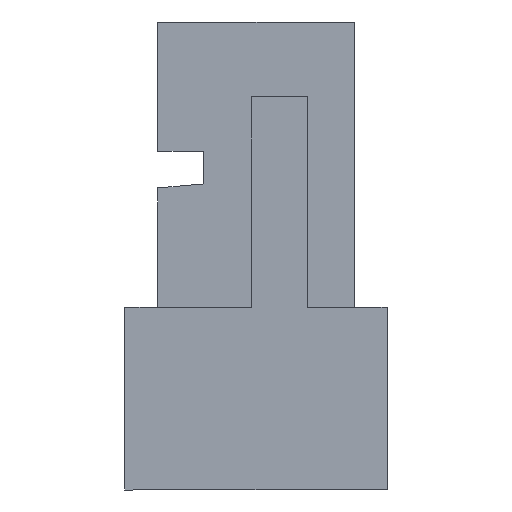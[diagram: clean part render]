
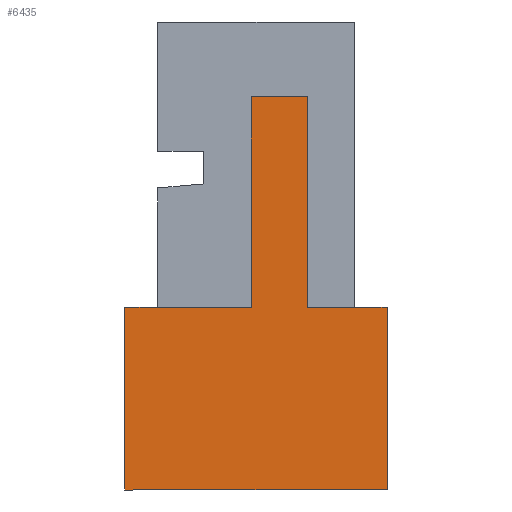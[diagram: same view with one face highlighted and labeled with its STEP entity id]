
A CAD part, left-side view. The second image highlights one B-rep face of the part: STEP entity #6435.
In plain terms, the highlighted planar face has unit normal (-1, 0, 0).
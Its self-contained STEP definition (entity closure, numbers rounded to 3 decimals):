
#4212 = LINE ( 'NONE', #4273, #4272 ) ;
#4214 = CARTESIAN_POINT ( 'NONE',  ( -7.5, -2.45, 3.1 ) ) ;
#4271 = DIRECTION ( 'NONE',  ( 0., 0., -1. ) ) ;
#4272 = VECTOR ( 'NONE', #4271, 1000. ) ;
#4273 = CARTESIAN_POINT ( 'NONE',  ( -7.5, -2.45, 3.1 ) ) ;
#4305 = DIRECTION ( 'NONE',  ( 0., 0., -1. ) ) ;
#4306 = VECTOR ( 'NONE', #4305, 1000. ) ;
#4307 = CARTESIAN_POINT ( 'NONE',  ( -7.5, -3.9, -1.1 ) ) ;
#4308 = LINE ( 'NONE', #4307, #4306 ) ;
#4344 = CARTESIAN_POINT ( 'NONE',  ( -7.5, -3.9, -1.1 ) ) ;
#4345 = DIRECTION ( 'NONE',  ( 0., 1., 0. ) ) ;
#4346 = VECTOR ( 'NONE', #4345, 1000. ) ;
#4347 = CARTESIAN_POINT ( 'NONE',  ( -7.5, -1.1, -1.1 ) ) ;
#4348 = LINE ( 'NONE', #4347, #4346 ) ;
#4349 = CARTESIAN_POINT ( 'NONE',  ( -7.5, -1.1, -1.1 ) ) ;
#4350 = DIRECTION ( 'NONE',  ( 0., 0., 1. ) ) ;
#4351 = VECTOR ( 'NONE', #4350, 1000. ) ;
#4352 = CARTESIAN_POINT ( 'NONE',  ( -7.5, -1.1, 0.85 ) ) ;
#4353 = LINE ( 'NONE', #4352, #4351 ) ;
#4354 = CARTESIAN_POINT ( 'NONE',  ( -7.5, -1.1, 0.85 ) ) ;
#4355 = DIRECTION ( 'NONE',  ( 0., -1., 0. ) ) ;
#4356 = VECTOR ( 'NONE', #4355, 1000. ) ;
#4357 = CARTESIAN_POINT ( 'NONE',  ( -7.5, -1.45, 0.85 ) ) ;
#4358 = LINE ( 'NONE', #4357, #4356 ) ;
#4359 = CARTESIAN_POINT ( 'NONE',  ( -7.5, -2.45, 0.85 ) ) ;
#4360 = CARTESIAN_POINT ( 'NONE',  ( -7.5, -3.9, 0.85 ) ) ;
#4361 = CARTESIAN_POINT ( 'NONE',  ( -7.5, -3.05, 0.85 ) ) ;
#4385 = FACE_OUTER_BOUND ( 'NONE', #6441, .T. ) ;
#4413 = DIRECTION ( 'NONE',  ( 0., -1., 0. ) ) ;
#4414 = VECTOR ( 'NONE', #4413, 1000. ) ;
#4415 = CARTESIAN_POINT ( 'NONE',  ( -7.5, -3.9, 0.85 ) ) ;
#4416 = LINE ( 'NONE', #4415, #4414 ) ;
#4417 = DIRECTION ( 'NONE',  ( 0., 1., 0. ) ) ;
#4418 = VECTOR ( 'NONE', #4417, 1000. ) ;
#4419 = CARTESIAN_POINT ( 'NONE',  ( -7.5, -3.05, 3.1 ) ) ;
#4420 = LINE ( 'NONE', #4419, #4418 ) ;
#4421 = CARTESIAN_POINT ( 'NONE',  ( -7.5, -3.05, 3.1 ) ) ;
#4422 = DIRECTION ( 'NONE',  ( 0., 0., 1. ) ) ;
#4423 = VECTOR ( 'NONE', #4422, 1000. ) ;
#4424 = CARTESIAN_POINT ( 'NONE',  ( -7.5, -3.05, 0.85 ) ) ;
#4425 = LINE ( 'NONE', #4424, #4423 ) ;
#4426 = DIRECTION ( 'NONE',  ( 0., -1., 0. ) ) ;
#4427 = DIRECTION ( 'NONE',  ( 1., 0., 0. ) ) ;
#4428 = CARTESIAN_POINT ( 'NONE',  ( -7.5, -1.94, -1.1 ) ) ;
#4429 = AXIS2_PLACEMENT_3D ( 'NONE', #4428, #4427, #4426 ) ;
#4430 = PLANE ( 'NONE',  #4429 ) ;
#6364 = VERTEX_POINT ( 'NONE', #4214 ) ;
#6365 = ORIENTED_EDGE ( 'NONE', *, *, #6366, .T. ) ;
#6366 = EDGE_CURVE ( 'NONE', #6364, #6408, #4212, .T. ) ;
#6375 = ORIENTED_EDGE ( 'NONE', *, *, #6376, .F. ) ;
#6376 = EDGE_CURVE ( 'NONE', #6406, #6417, #4308, .T. ) ;
#6405 = VERTEX_POINT ( 'NONE', #4361 ) ;
#6406 = VERTEX_POINT ( 'NONE', #4360 ) ;
#6407 = ORIENTED_EDGE ( 'NONE', *, *, #6437, .T. ) ;
#6408 = VERTEX_POINT ( 'NONE', #4359 ) ;
#6409 = ORIENTED_EDGE ( 'NONE', *, *, #6410, .F. ) ;
#6410 = EDGE_CURVE ( 'NONE', #6411, #6408, #4358, .T. ) ;
#6411 = VERTEX_POINT ( 'NONE', #4354 ) ;
#6412 = ORIENTED_EDGE ( 'NONE', *, *, #6413, .F. ) ;
#6413 = EDGE_CURVE ( 'NONE', #6414, #6411, #4353, .T. ) ;
#6414 = VERTEX_POINT ( 'NONE', #4349 ) ;
#6415 = ORIENTED_EDGE ( 'NONE', *, *, #6416, .F. ) ;
#6416 = EDGE_CURVE ( 'NONE', #6417, #6414, #4348, .T. ) ;
#6417 = VERTEX_POINT ( 'NONE', #4344 ) ;
#6435 = ADVANCED_FACE ( 'NONE', ( #4385 ), #4430, .F. ) ;
#6436 = ORIENTED_EDGE ( 'NONE', *, *, #6442, .F. ) ;
#6437 = EDGE_CURVE ( 'NONE', #6405, #6438, #4425, .T. ) ;
#6438 = VERTEX_POINT ( 'NONE', #4421 ) ;
#6439 = ORIENTED_EDGE ( 'NONE', *, *, #6440, .T. ) ;
#6440 = EDGE_CURVE ( 'NONE', #6438, #6364, #4420, .T. ) ;
#6441 = EDGE_LOOP ( 'NONE', ( #6436, #6407, #6439, #6365, #6409, #6412, #6415, #6375 ) ) ;
#6442 = EDGE_CURVE ( 'NONE', #6405, #6406, #4416, .T. ) ;
